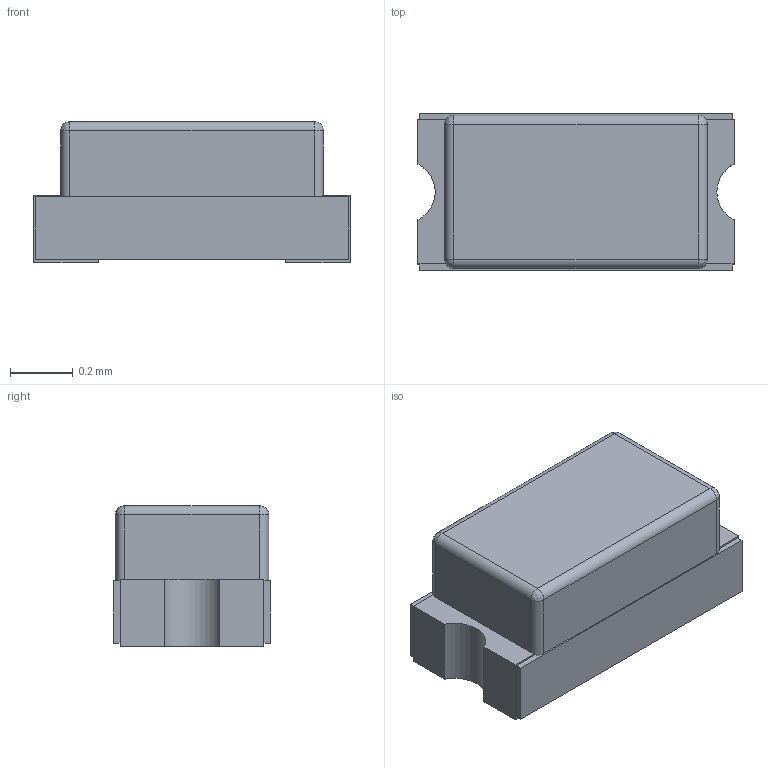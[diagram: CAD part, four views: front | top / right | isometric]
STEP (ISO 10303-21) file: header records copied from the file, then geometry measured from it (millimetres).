
FILE_DESCRIPTION (( 'STEP AP214' ), '1' );
FILE_NAME ('User Library-LED-0402.STEP', '2022-04-11T06:47:50', ( '' ), ( '' ), 'SwSTEP 2.0', 'SolidWorks 2021', '' );
FILE_SCHEMA (( 'AUTOMOTIVE_DESIGN' ));
Length unit declared in the file: millimetre
Products named in the file (1): User Library-LED-0402
Bounding box: 1.01 x 0.5 x 0.45 mm (x, y, z)
Volume: 0.2 mm3; surface area: 2.2 mm2
Topology: 1 solids, 1 shells, 43 faces, 115 edges, 70 vertices
Faces by surface type: plane 28, cylinder 11, bspline 4
Entity records: 1659 total; most frequent: CARTESIAN_POINT 285, ORIENTED_EDGE 222, DIRECTION 217, EDGE_CURVE 111, LINE 85, VECTOR 85, VERTEX_POINT 70, AXIS2_PLACEMENT_3D 66
